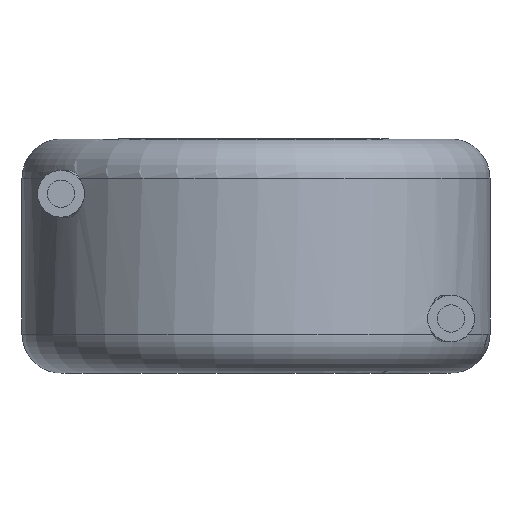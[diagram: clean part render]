
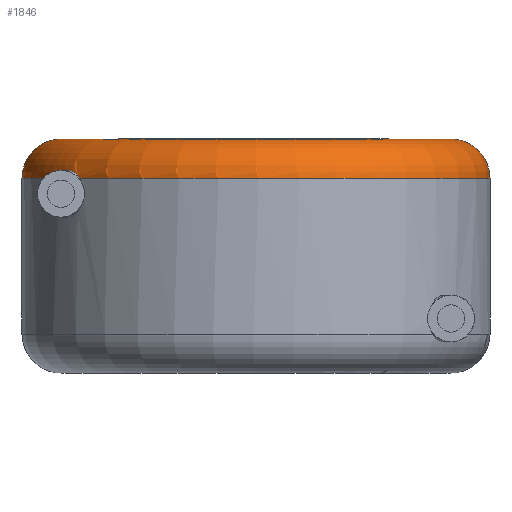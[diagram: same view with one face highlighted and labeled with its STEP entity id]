
A CAD part, front view. The second image highlights one B-rep face of the part: STEP entity #1846.
In plain terms, the highlighted toroidal (fillet/blend) face has major radius 5 mm and minor radius 1 mm.
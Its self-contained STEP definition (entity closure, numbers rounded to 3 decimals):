
#127 = VERTEX_POINT ( 'NONE', #3378 ) ;
#154 = CARTESIAN_POINT ( 'NONE',  ( 5., 0., 6. ) ) ;
#297 = DIRECTION ( 'NONE',  ( 0., 0., -1. ) ) ;
#318 = CARTESIAN_POINT ( 'NONE',  ( 0., 0., 6. ) ) ;
#364 = ORIENTED_EDGE ( 'NONE', *, *, #2727, .F. ) ;
#398 = EDGE_CURVE ( 'NONE', #3196, #2485, #2816, .T. ) ;
#441 = ORIENTED_EDGE ( 'NONE', *, *, #1734, .F. ) ;
#542 = DIRECTION ( 'NONE',  ( -1., 0., 0. ) ) ;
#589 = ORIENTED_EDGE ( 'NONE', *, *, #398, .F. ) ;
#602 = CARTESIAN_POINT ( 'NONE',  ( 0., 0., 5. ) ) ;
#613 = EDGE_CURVE ( 'NONE', #3196, #3559, #1273, .T. ) ;
#688 = CARTESIAN_POINT ( 'NONE',  ( -4.697, -3.709, 5.182 ) ) ;
#704 = AXIS2_PLACEMENT_3D ( 'NONE', #318, #1140, #1157 ) ;
#714 = CARTESIAN_POINT ( 'NONE',  ( 5., 0., 5. ) ) ;
#989 = TOROIDAL_SURFACE ( 'NONE', #3058, 5., 1. ) ;
#1012 = DIRECTION ( 'NONE',  ( 0., -1., 0. ) ) ;
#1038 = CARTESIAN_POINT ( 'NONE',  ( -5., 0., 6. ) ) ;
#1042 = EDGE_LOOP ( 'NONE', ( #441, #364, #1098, #589, #3344, #1333 ) ) ;
#1098 = ORIENTED_EDGE ( 'NONE', *, *, #3302, .T. ) ;
#1140 = DIRECTION ( 'NONE',  ( 0., 0., 1. ) ) ;
#1157 = DIRECTION ( 'NONE',  ( 1., 0., 0. ) ) ;
#1159 = DIRECTION ( 'NONE',  ( 0., 0., 1. ) ) ;
#1273 = CIRCLE ( 'NONE', #2523, 1. ) ;
#1333 = ORIENTED_EDGE ( 'NONE', *, *, #2136, .F. ) ;
#1501 = CIRCLE ( 'NONE', #704, 5. ) ;
#1513 = CARTESIAN_POINT ( 'NONE',  ( -5.036, -3.263, 5.063 ) ) ;
#1554 = CARTESIAN_POINT ( 'NONE',  ( -4.846, -3.505, 5.2 ) ) ;
#1602 = AXIS2_PLACEMENT_3D ( 'NONE', #3187, #1777, #1983 ) ;
#1689 = VERTEX_POINT ( 'NONE', #1038 ) ;
#1734 = EDGE_CURVE ( 'NONE', #3553, #1689, #2111, .T. ) ;
#1746 = AXIS2_PLACEMENT_3D ( 'NONE', #2768, #297, #2530 ) ;
#1777 = DIRECTION ( 'NONE',  ( 0., 0., -1. ) ) ;
#1813 = DIRECTION ( 'NONE',  ( 0., 0., -1. ) ) ;
#1826 = CARTESIAN_POINT ( 'NONE',  ( -6., 0., 5. ) ) ;
#1846 = ADVANCED_FACE ( 'NONE', ( #3401 ), #989, .T. ) ;
#1915 = AXIS2_PLACEMENT_3D ( 'NONE', #3010, #2446, #542 ) ;
#1918 = CIRCLE ( 'NONE', #1746, 6. ) ;
#1983 = DIRECTION ( 'NONE',  ( 1., 0., 0. ) ) ;
#1985 = B_SPLINE_CURVE_WITH_KNOTS ( 'NONE', 3,
 ( #2600, #1513, #2297, #2659, #1554, #3167, #688, #2713, #2376, #2677 ),
 .UNSPECIFIED., .F., .F.,
 ( 4, 2, 2, 2, 4 ),
 ( 0., 0., 0.001, 0.001, 0.001 ),
 .UNSPECIFIED. ) ;
#2111 = CIRCLE ( 'NONE', #1915, 1. ) ;
#2136 = EDGE_CURVE ( 'NONE', #1689, #3559, #1501, .T. ) ;
#2257 = DIRECTION ( 'NONE',  ( 1., 0., 0. ) ) ;
#2297 = CARTESIAN_POINT ( 'NONE',  ( -4.993, -3.317, 5.114 ) ) ;
#2376 = CARTESIAN_POINT ( 'NONE',  ( -4.568, -3.891, 5.063 ) ) ;
#2446 = DIRECTION ( 'NONE',  ( 0., 1., 0. ) ) ;
#2485 = VERTEX_POINT ( 'NONE', #2714 ) ;
#2523 = AXIS2_PLACEMENT_3D ( 'NONE', #714, #1012, #1813 ) ;
#2530 = DIRECTION ( 'NONE',  ( 1., 0., 0. ) ) ;
#2600 = CARTESIAN_POINT ( 'NONE',  ( -5.066, -3.214, 5. ) ) ;
#2659 = CARTESIAN_POINT ( 'NONE',  ( -4.898, -3.438, 5.182 ) ) ;
#2677 = CARTESIAN_POINT ( 'NONE',  ( -4.53, -3.934, 5. ) ) ;
#2713 = CARTESIAN_POINT ( 'NONE',  ( -4.608, -3.834, 5.114 ) ) ;
#2714 = CARTESIAN_POINT ( 'NONE',  ( -4.53, -3.934, 5. ) ) ;
#2727 = EDGE_CURVE ( 'NONE', #127, #3553, #1918, .T. ) ;
#2768 = CARTESIAN_POINT ( 'NONE',  ( 0., 0., 5. ) ) ;
#2816 = CIRCLE ( 'NONE', #1602, 6. ) ;
#3010 = CARTESIAN_POINT ( 'NONE',  ( -5., 0., 5. ) ) ;
#3058 = AXIS2_PLACEMENT_3D ( 'NONE', #602, #1159, #2257 ) ;
#3167 = CARTESIAN_POINT ( 'NONE',  ( -4.745, -3.639, 5.2 ) ) ;
#3187 = CARTESIAN_POINT ( 'NONE',  ( 0., 0., 5. ) ) ;
#3196 = VERTEX_POINT ( 'NONE', #3606 ) ;
#3302 = EDGE_CURVE ( 'NONE', #127, #2485, #1985, .T. ) ;
#3344 = ORIENTED_EDGE ( 'NONE', *, *, #613, .T. ) ;
#3378 = CARTESIAN_POINT ( 'NONE',  ( -5.066, -3.214, 5. ) ) ;
#3401 = FACE_OUTER_BOUND ( 'NONE', #1042, .T. ) ;
#3553 = VERTEX_POINT ( 'NONE', #1826 ) ;
#3559 = VERTEX_POINT ( 'NONE', #154 ) ;
#3606 = CARTESIAN_POINT ( 'NONE',  ( 6., 0., 5. ) ) ;
